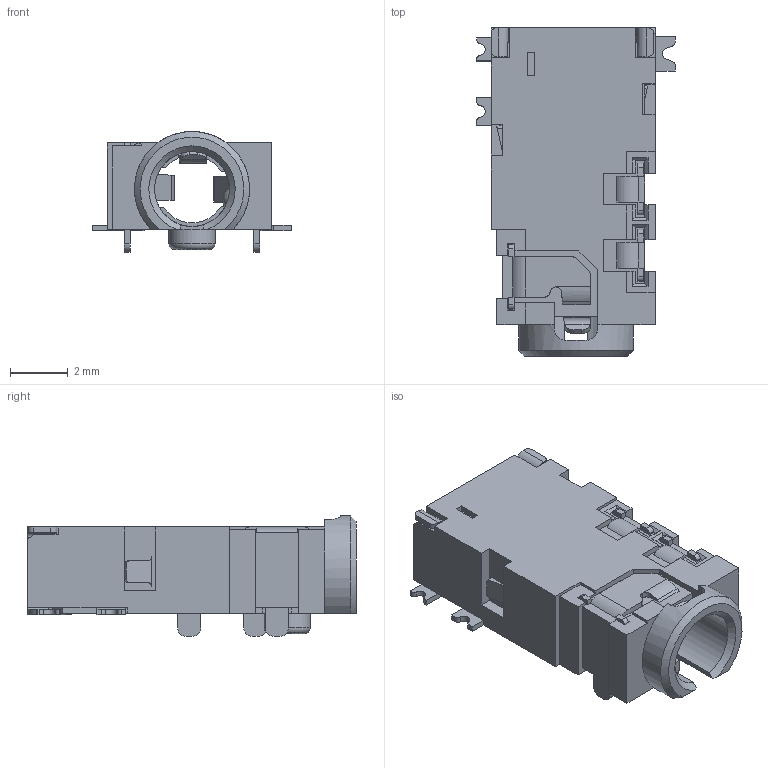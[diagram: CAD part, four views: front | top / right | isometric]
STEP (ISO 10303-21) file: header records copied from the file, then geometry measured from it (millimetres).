
FILE_DESCRIPTION(/* description */ (''),/* implementation_level */ '2;1');
FILE_NAME(/* name */ 'CUI_DEVICES_SJ2-25504B-SMT-TR v2.step',/* time_stamp */ '2022-10-24T20:24:06+02:00',/* author */ (''),/* organization */ (''),/* preprocessor_version */ 'ST-DEVELOPER v19.2',/* originating_system */ 'Autodesk Translation Framework v11.17.0.187',/* authorisation */ '');
FILE_SCHEMA (('AUTOMOTIVE_DESIGN { 1 0 10303 214 3 1 1 }'));
Length unit declared in the file: inch
Products named in the file (1): CUI_DEVICES_SJ2-25504B-SMT-TR
Bounding box: 6.9 x 11.4 x 4.2 mm (x, y, z)
Volume: 120.5 mm3; surface area: 365.1 mm2
Topology: 1 solids, 1 shells, 416 faces, 1205 edges, 798 vertices
Faces by surface type: plane 324, cylinder 85, sphere 4, cone 2, torus 1
Full cylindrical faces by diameter (mm): 1.6 x1, 2.6 x1
Entity records: 14006 total; most frequent: CARTESIAN_POINT 2649, ORIENTED_EDGE 2406, DIRECTION 2230, EDGE_CURVE 1203, LINE 952, VECTOR 952, VERTEX_POINT 798, AXIS2_PLACEMENT_3D 639
